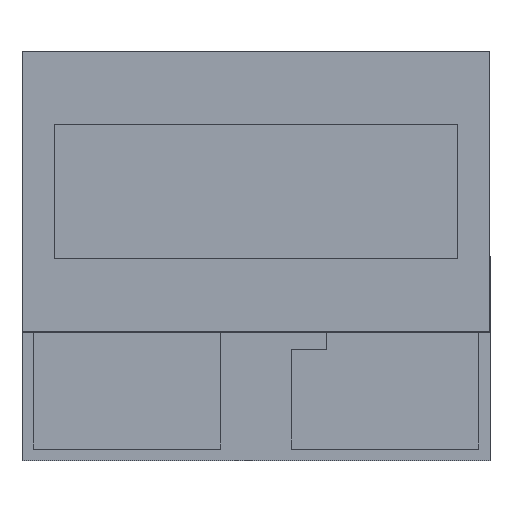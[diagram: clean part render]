
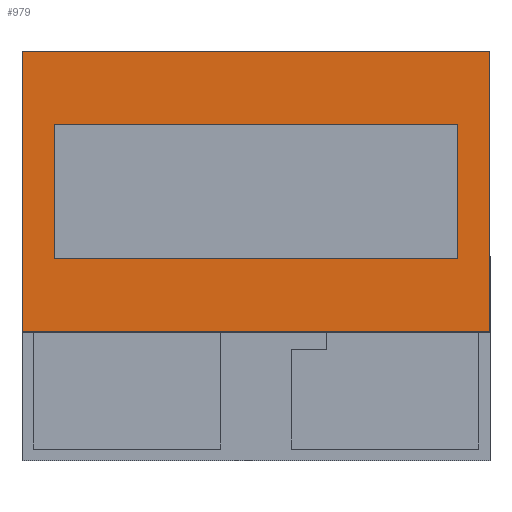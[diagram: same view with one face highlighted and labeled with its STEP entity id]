
A CAD part, top view. The second image highlights one B-rep face of the part: STEP entity #979.
In plain terms, the highlighted planar face has unit normal (0, 0, 1).
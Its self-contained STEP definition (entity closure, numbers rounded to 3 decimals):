
#134 = EDGE_CURVE ( 'NONE', #350, #1202, #1017, .T. ) ;
#161 = DIRECTION ( 'NONE',  ( -1., 0., 0. ) ) ;
#172 = EDGE_LOOP ( 'NONE', ( #1681, #1424, #1529, #618 ) ) ;
#182 = LINE ( 'NONE', #1358, #355 ) ;
#193 = VECTOR ( 'NONE', #1168, 1000. ) ;
#247 = EDGE_CURVE ( 'NONE', #1202, #696, #1460, .T. ) ;
#276 = CARTESIAN_POINT ( 'NONE',  ( 2., 1.2, 0. ) ) ;
#302 = CARTESIAN_POINT ( 'NONE',  ( 2., 1.2, 0. ) ) ;
#321 = VECTOR ( 'NONE', #1216, 1000. ) ;
#344 = EDGE_CURVE ( 'NONE', #1507, #642, #1566, .T. ) ;
#350 = VERTEX_POINT ( 'NONE', #302 ) ;
#355 = VECTOR ( 'NONE', #161, 1000. ) ;
#381 = ORIENTED_EDGE ( 'NONE', *, *, #802, .F. ) ;
#399 = VECTOR ( 'NONE', #1481, 1000. ) ;
#409 = LINE ( 'NONE', #482, #532 ) ;
#435 = PLANE ( 'NONE',  #580 ) ;
#468 = CARTESIAN_POINT ( 'NONE',  ( 0., -0.575, 0. ) ) ;
#482 = CARTESIAN_POINT ( 'NONE',  ( 2., -1.2, 0. ) ) ;
#492 = CARTESIAN_POINT ( 'NONE',  ( -2., 1.2, 0. ) ) ;
#532 = VECTOR ( 'NONE', #1704, 1000. ) ;
#546 = DIRECTION ( 'NONE',  ( 0., -1., 0. ) ) ;
#577 = ORIENTED_EDGE ( 'NONE', *, *, #1451, .F. ) ;
#580 = AXIS2_PLACEMENT_3D ( 'NONE', #1782, #981, #581 ) ;
#581 = DIRECTION ( 'NONE',  ( -1., 0., 0. ) ) ;
#585 = CARTESIAN_POINT ( 'NONE',  ( 1.725, -0.575, 0. ) ) ;
#618 = ORIENTED_EDGE ( 'NONE', *, *, #247, .T. ) ;
#642 = VERTEX_POINT ( 'NONE', #1669 ) ;
#696 = VERTEX_POINT ( 'NONE', #716 ) ;
#716 = CARTESIAN_POINT ( 'NONE',  ( -2., -1.2, 0. ) ) ;
#737 = LINE ( 'NONE', #276, #321 ) ;
#769 = EDGE_CURVE ( 'NONE', #1660, #350, #737, .T. ) ;
#802 = EDGE_CURVE ( 'NONE', #1063, #915, #1672, .T. ) ;
#896 = EDGE_LOOP ( 'NONE', ( #1181, #577, #381, #1205 ) ) ;
#915 = VERTEX_POINT ( 'NONE', #961 ) ;
#961 = CARTESIAN_POINT ( 'NONE',  ( 1.725, 0.575, 0. ) ) ;
#965 = DIRECTION ( 'NONE',  ( 0., -1., 0. ) ) ;
#979 = ADVANCED_FACE ( 'NONE', ( #1389, #1031 ), #435, .F. ) ;
#981 = DIRECTION ( 'NONE',  ( 0., 0., -1. ) ) ;
#1017 = LINE ( 'NONE', #1321, #193 ) ;
#1031 = FACE_BOUND ( 'NONE', #896, .T. ) ;
#1063 = VERTEX_POINT ( 'NONE', #585 ) ;
#1092 = EDGE_CURVE ( 'NONE', #642, #1063, #1368, .T. ) ;
#1108 = CARTESIAN_POINT ( 'NONE',  ( -1.725, 0., 0. ) ) ;
#1152 = DIRECTION ( 'NONE',  ( 1., 0., 0. ) ) ;
#1168 = DIRECTION ( 'NONE',  ( -1., 0., 0. ) ) ;
#1181 = ORIENTED_EDGE ( 'NONE', *, *, #344, .F. ) ;
#1202 = VERTEX_POINT ( 'NONE', #492 ) ;
#1205 = ORIENTED_EDGE ( 'NONE', *, *, #1092, .F. ) ;
#1211 = CARTESIAN_POINT ( 'NONE',  ( 1.725, 0., 0. ) ) ;
#1216 = DIRECTION ( 'NONE',  ( 0., 1., 0. ) ) ;
#1254 = EDGE_CURVE ( 'NONE', #696, #1660, #409, .T. ) ;
#1321 = CARTESIAN_POINT ( 'NONE',  ( -2., 1.2, 0. ) ) ;
#1343 = CARTESIAN_POINT ( 'NONE',  ( -2., -1.2, 0. ) ) ;
#1349 = VECTOR ( 'NONE', #965, 1000. ) ;
#1358 = CARTESIAN_POINT ( 'NONE',  ( 0., 0.575, 0. ) ) ;
#1368 = LINE ( 'NONE', #468, #1412 ) ;
#1389 = FACE_OUTER_BOUND ( 'NONE', #172, .T. ) ;
#1412 = VECTOR ( 'NONE', #1152, 1000. ) ;
#1420 = CARTESIAN_POINT ( 'NONE',  ( 2., -1.2, 0. ) ) ;
#1424 = ORIENTED_EDGE ( 'NONE', *, *, #769, .T. ) ;
#1451 = EDGE_CURVE ( 'NONE', #915, #1507, #182, .T. ) ;
#1460 = LINE ( 'NONE', #1343, #1483 ) ;
#1481 = DIRECTION ( 'NONE',  ( 0., 1., 0. ) ) ;
#1483 = VECTOR ( 'NONE', #546, 1000. ) ;
#1502 = CARTESIAN_POINT ( 'NONE',  ( -1.725, 0.575, 0. ) ) ;
#1507 = VERTEX_POINT ( 'NONE', #1502 ) ;
#1529 = ORIENTED_EDGE ( 'NONE', *, *, #134, .T. ) ;
#1566 = LINE ( 'NONE', #1108, #1349 ) ;
#1660 = VERTEX_POINT ( 'NONE', #1420 ) ;
#1669 = CARTESIAN_POINT ( 'NONE',  ( -1.725, -0.575, 0. ) ) ;
#1672 = LINE ( 'NONE', #1211, #399 ) ;
#1681 = ORIENTED_EDGE ( 'NONE', *, *, #1254, .T. ) ;
#1704 = DIRECTION ( 'NONE',  ( 1., 0., 0. ) ) ;
#1782 = CARTESIAN_POINT ( 'NONE',  ( 0., 0., 0. ) ) ;
